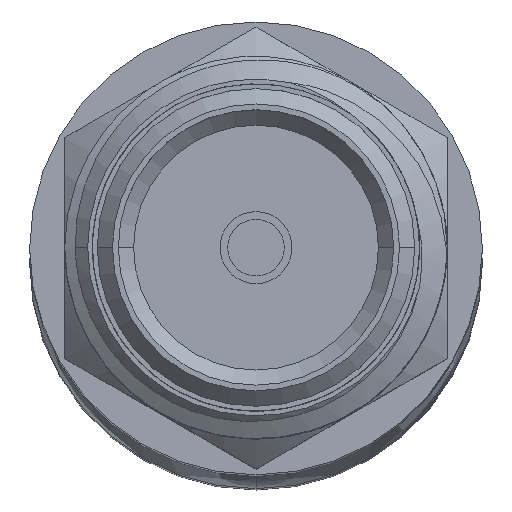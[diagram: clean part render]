
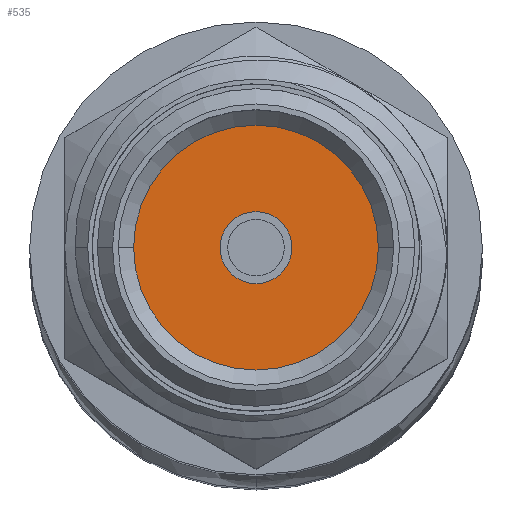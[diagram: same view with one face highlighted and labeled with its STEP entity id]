
A CAD part, top view. The second image highlights one B-rep face of the part: STEP entity #535.
In plain terms, the highlighted face is planar.
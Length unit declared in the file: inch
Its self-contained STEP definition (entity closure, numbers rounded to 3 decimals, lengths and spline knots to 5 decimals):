
#64 = FACE_BOUND ( 'NONE', #891, .T. ) ;
#78 = AXIS2_PLACEMENT_3D ( 'NONE', #951, #368, #2695 ) ;
#104 = CARTESIAN_POINT ( 'NONE',  ( 0.08, 0., 0. ) ) ;
#235 = CARTESIAN_POINT ( 'NONE',  ( 0.08, 0., 0. ) ) ;
#275 = DIRECTION ( 'NONE',  ( -1., 0., 0. ) ) ;
#368 = DIRECTION ( 'NONE',  ( -1., 0., 0. ) ) ;
#495 = EDGE_CURVE ( 'NONE', #648, #1660, #2987, .T. ) ;
#535 = ADVANCED_FACE ( 'NONE', ( #64, #2403 ), #676, .T. ) ;
#559 = VERTEX_POINT ( 'NONE', #916 ) ;
#648 = VERTEX_POINT ( 'NONE', #2343 ) ;
#656 = CARTESIAN_POINT ( 'NONE',  ( 0.08, 0., 0. ) ) ;
#676 = PLANE ( 'NONE',  #2033 ) ;
#821 = ORIENTED_EDGE ( 'NONE', *, *, #495, .F. ) ;
#891 = EDGE_LOOP ( 'NONE', ( #821, #3041 ) ) ;
#916 = CARTESIAN_POINT ( 'NONE',  ( 0.08, 0., 0.08 ) ) ;
#951 = CARTESIAN_POINT ( 'NONE',  ( 0.08, 0., 0. ) ) ;
#1221 = CIRCLE ( 'NONE', #78, 0.08 ) ;
#1263 = DIRECTION ( 'NONE',  ( 0., 0., 1. ) ) ;
#1415 = DIRECTION ( 'NONE',  ( 0., 0., 1. ) ) ;
#1431 = AXIS2_PLACEMENT_3D ( 'NONE', #1760, #275, #1415 ) ;
#1449 = ORIENTED_EDGE ( 'NONE', *, *, #2990, .T. ) ;
#1640 = ORIENTED_EDGE ( 'NONE', *, *, #2488, .T. ) ;
#1660 = VERTEX_POINT ( 'NONE', #3082 ) ;
#1760 = CARTESIAN_POINT ( 'NONE',  ( 0.08, 0., 0. ) ) ;
#1794 = DIRECTION ( 'NONE',  ( -1., 0., 0. ) ) ;
#1962 = VERTEX_POINT ( 'NONE', #3592 ) ;
#2033 = AXIS2_PLACEMENT_3D ( 'NONE', #104, #3482, #1263 ) ;
#2343 = CARTESIAN_POINT ( 'NONE',  ( 0.08, 0., 0.0235 ) ) ;
#2403 = FACE_OUTER_BOUND ( 'NONE', #2983, .T. ) ;
#2488 = EDGE_CURVE ( 'NONE', #1962, #559, #1221, .T. ) ;
#2531 = DIRECTION ( 'NONE',  ( 0., 0., 1. ) ) ;
#2572 = EDGE_CURVE ( 'NONE', #1660, #648, #3436, .T. ) ;
#2695 = DIRECTION ( 'NONE',  ( 0., 0., 1. ) ) ;
#2778 = CIRCLE ( 'NONE', #3624, 0.08 ) ;
#2894 = AXIS2_PLACEMENT_3D ( 'NONE', #235, #3049, #3067 ) ;
#2983 = EDGE_LOOP ( 'NONE', ( #1449, #1640 ) ) ;
#2987 = CIRCLE ( 'NONE', #1431, 0.0235 ) ;
#2990 = EDGE_CURVE ( 'NONE', #559, #1962, #2778, .T. ) ;
#3041 = ORIENTED_EDGE ( 'NONE', *, *, #2572, .F. ) ;
#3049 = DIRECTION ( 'NONE',  ( -1., 0., 0. ) ) ;
#3067 = DIRECTION ( 'NONE',  ( 0., 0., 1. ) ) ;
#3082 = CARTESIAN_POINT ( 'NONE',  ( 0.08, 0., -0.0235 ) ) ;
#3436 = CIRCLE ( 'NONE', #2894, 0.0235 ) ;
#3482 = DIRECTION ( 'NONE',  ( -1., 0., 0. ) ) ;
#3592 = CARTESIAN_POINT ( 'NONE',  ( 0.08, 0., -0.08 ) ) ;
#3624 = AXIS2_PLACEMENT_3D ( 'NONE', #656, #1794, #2531 ) ;
